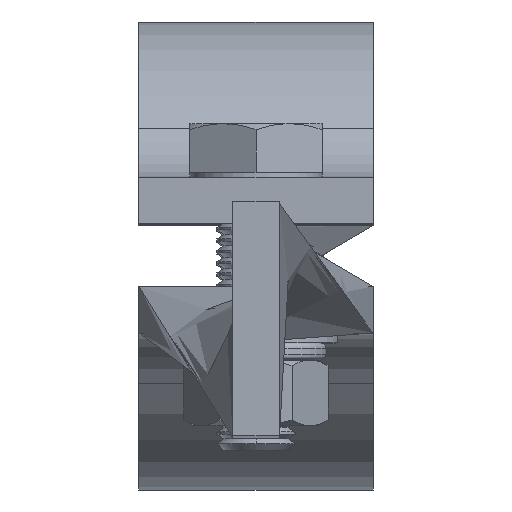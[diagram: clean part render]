
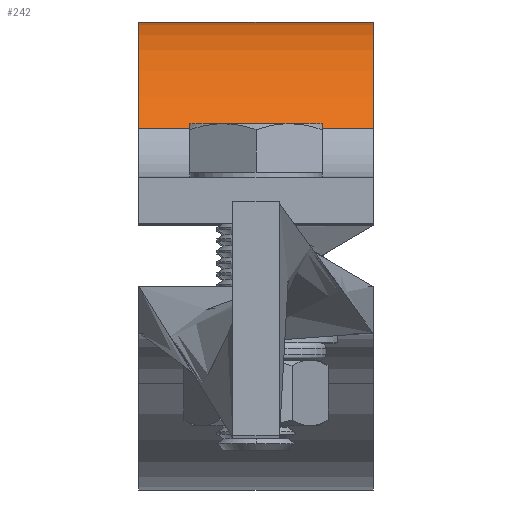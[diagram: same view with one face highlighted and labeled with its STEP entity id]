
A CAD part, top view. The second image highlights one B-rep face of the part: STEP entity #242.
In plain terms, the highlighted cylindrical face has radius 30 mm (diameter 60 mm), a partial arc.
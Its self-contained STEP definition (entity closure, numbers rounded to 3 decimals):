
#201 = CARTESIAN_POINT ( 'NONE',  ( 15., 16.364, 25.144 ) ) ;
#242 = ADVANCED_FACE ( 'NONE', ( #11783 ), #9846, .T. ) ;
#628 = ORIENTED_EDGE ( 'NONE', *, *, #12407, .F. ) ;
#1330 = EDGE_CURVE ( 'NONE', #10393, #3524, #13175, .T. ) ;
#2723 = EDGE_CURVE ( 'NONE', #3524, #10622, #8113, .T. ) ;
#3524 = VERTEX_POINT ( 'NONE', #18323 ) ;
#4512 = VECTOR ( 'NONE', #11429, 1000. ) ;
#4719 = CARTESIAN_POINT ( 'NONE',  ( -15., 16.364, 25.144 ) ) ;
#4978 = EDGE_CURVE ( 'NONE', #10650, #10622, #8518, .T. ) ;
#5124 = DIRECTION ( 'NONE',  ( 1., 0., 0. ) ) ;
#5456 = DIRECTION ( 'NONE',  ( 1., 0., 0. ) ) ;
#5753 = CIRCLE ( 'NONE', #18466, 30. ) ;
#5854 = EDGE_LOOP ( 'NONE', ( #19408, #12347, #628, #7157 ) ) ;
#7157 = ORIENTED_EDGE ( 'NONE', *, *, #1330, .T. ) ;
#7401 = DIRECTION ( 'NONE',  ( 0., 0., 1. ) ) ;
#7597 = DIRECTION ( 'NONE',  ( -1., 0., 0. ) ) ;
#8113 = CIRCLE ( 'NONE', #9834, 30. ) ;
#8220 = DIRECTION ( 'NONE',  ( 0., 0., -1. ) ) ;
#8518 = LINE ( 'NONE', #17396, #4512 ) ;
#9553 = AXIS2_PLACEMENT_3D ( 'NONE', #13669, #7597, #7401 ) ;
#9834 = AXIS2_PLACEMENT_3D ( 'NONE', #17572, #5456, #18826 ) ;
#9846 = CYLINDRICAL_SURFACE ( 'NONE', #9553, 30. ) ;
#10393 = VERTEX_POINT ( 'NONE', #11764 ) ;
#10622 = VERTEX_POINT ( 'NONE', #4719 ) ;
#10650 = VERTEX_POINT ( 'NONE', #201 ) ;
#11429 = DIRECTION ( 'NONE',  ( -1., 0., 0. ) ) ;
#11764 = CARTESIAN_POINT ( 'NONE',  ( 15., 16.364, -25.144 ) ) ;
#11783 = FACE_OUTER_BOUND ( 'NONE', #5854, .T. ) ;
#12222 = VECTOR ( 'NONE', #15675, 1000. ) ;
#12347 = ORIENTED_EDGE ( 'NONE', *, *, #4978, .F. ) ;
#12407 = EDGE_CURVE ( 'NONE', #10393, #10650, #5753, .T. ) ;
#13175 = LINE ( 'NONE', #14443, #12222 ) ;
#13669 = CARTESIAN_POINT ( 'NONE',  ( 15., 0., 0. ) ) ;
#14278 = CARTESIAN_POINT ( 'NONE',  ( 15., 0., 0. ) ) ;
#14443 = CARTESIAN_POINT ( 'NONE',  ( 15., 16.364, -25.144 ) ) ;
#15675 = DIRECTION ( 'NONE',  ( -1., 0., 0. ) ) ;
#17396 = CARTESIAN_POINT ( 'NONE',  ( 15., 16.364, 25.144 ) ) ;
#17572 = CARTESIAN_POINT ( 'NONE',  ( -15., 0., 0. ) ) ;
#18323 = CARTESIAN_POINT ( 'NONE',  ( -15., 16.364, -25.144 ) ) ;
#18466 = AXIS2_PLACEMENT_3D ( 'NONE', #14278, #5124, #8220 ) ;
#18826 = DIRECTION ( 'NONE',  ( 0., 0., -1. ) ) ;
#19408 = ORIENTED_EDGE ( 'NONE', *, *, #2723, .T. ) ;
